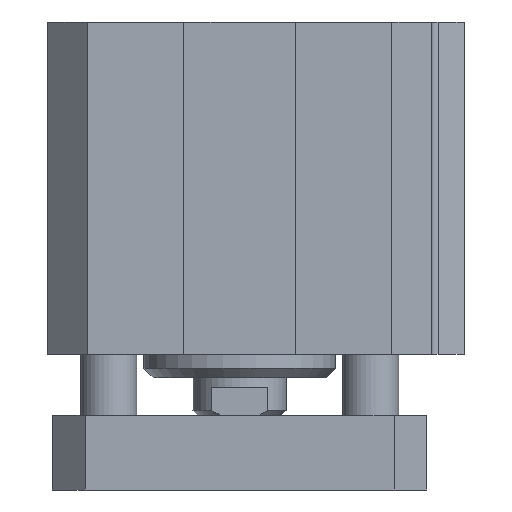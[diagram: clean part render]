
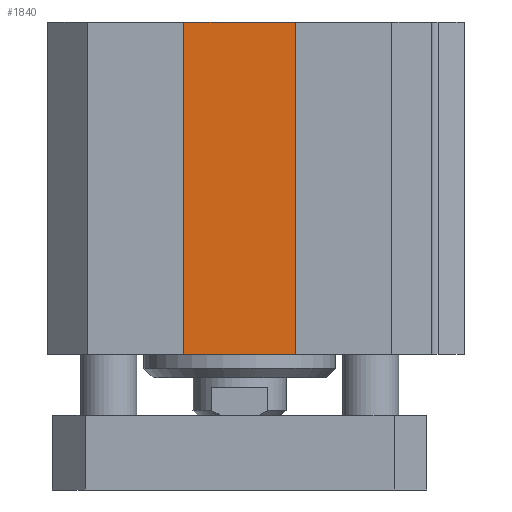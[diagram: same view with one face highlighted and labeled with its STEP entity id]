
A CAD part, left-side view. The second image highlights one B-rep face of the part: STEP entity #1840.
In plain terms, the highlighted planar face has unit normal (-1, 0, 0).
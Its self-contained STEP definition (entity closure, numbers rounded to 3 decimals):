
#37=LINE('',#2663,#179);
#76=LINE('',#2857,#218);
#77=LINE('',#2860,#219);
#78=LINE('',#2861,#220);
#179=VECTOR('',#2131,16.2);
#218=VECTOR('',#2330,35.5);
#219=VECTOR('',#2333,16.2);
#220=VECTOR('',#2334,35.5);
#336=PLANE('',#2003);
#514=FACE_OUTER_BOUND('',#663,.T.);
#663=EDGE_LOOP('',(#1370,#1371,#1372,#1373));
#855=VERTEX_POINT('',#2660);
#856=VERTEX_POINT('',#2662);
#931=VERTEX_POINT('',#2855);
#932=VERTEX_POINT('',#2859);
#1025=EDGE_CURVE('',#856,#855,#37,.T.);
#1105=EDGE_CURVE('',#855,#931,#76,.T.);
#1106=EDGE_CURVE('',#931,#932,#77,.T.);
#1107=EDGE_CURVE('',#856,#932,#78,.T.);
#1370=ORIENTED_EDGE('',*,*,#1106,.T.);
#1371=ORIENTED_EDGE('',*,*,#1107,.F.);
#1372=ORIENTED_EDGE('',*,*,#1025,.T.);
#1373=ORIENTED_EDGE('',*,*,#1105,.T.);
#1840=ADVANCED_FACE('',(#514),#336,.T.);
#2003=AXIS2_PLACEMENT_3D('',#2858,#2331,#2332);
#2131=DIRECTION('',(0.,1.,0.));
#2330=DIRECTION('',(0.,0.,-1.));
#2331=DIRECTION('center_axis',(-1.,0.,0.));
#2332=DIRECTION('ref_axis',(0.,0.,1.));
#2333=DIRECTION('',(0.,-1.,0.));
#2334=DIRECTION('',(0.,0.,-1.));
#2660=CARTESIAN_POINT('',(-15.,8.1,0.));
#2662=CARTESIAN_POINT('',(-15.,-8.1,0.));
#2663=CARTESIAN_POINT('',(-15.,-8.1,0.));
#2855=CARTESIAN_POINT('',(-15.,8.1,-35.5));
#2857=CARTESIAN_POINT('',(-15.,8.1,0.));
#2858=CARTESIAN_POINT('Origin',(-15.,8.1,0.));
#2859=CARTESIAN_POINT('',(-15.,-8.1,-35.5));
#2860=CARTESIAN_POINT('',(-15.,-8.1,-35.5));
#2861=CARTESIAN_POINT('',(-15.,-8.1,0.));
